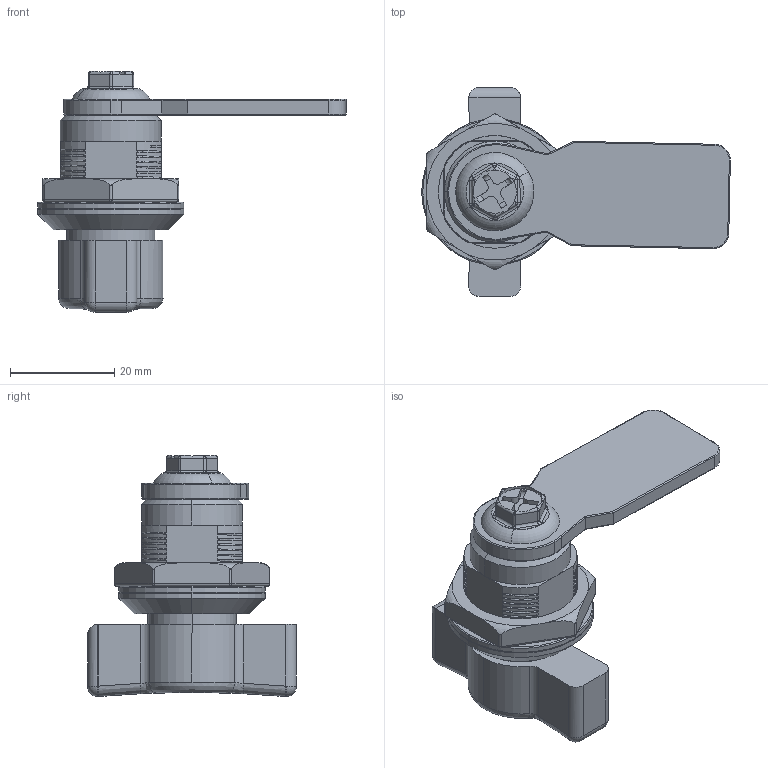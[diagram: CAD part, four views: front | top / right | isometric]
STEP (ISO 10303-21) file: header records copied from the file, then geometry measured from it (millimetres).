
FILE_DESCRIPTION (( 'STEP AP203' ), '1' );
FILE_NAME ('714-2.STEP', '2016-04-29T09:10:16', ( '' ), ( '' ), 'SwSTEP 2.0', 'SolidWorks 2010', '' );
FILE_SCHEMA (( 'CONFIG_CONTROL_DESIGN' ));
Length unit declared in the file: millimetre
Products named in the file (9): 714-2; 六角螺母; 螺絲; 本體; PTS; 軸; parking; S1b4500_Default; 手柄
Assembly tree (8 placements, depth 3):
  714-2
    手柄
    本體
      parking
      軸
      S1b4500_Default
      PTS
      螺絲
      六角螺母
Bounding box: 59.08 x 40 x 46.16 mm (x, y, z)
Volume: 18412.8 mm3; surface area: 13131.9 mm2
Topology: 7 solids, 7 shells, 405 faces, 1011 edges, 618 vertices
Faces by surface type: cylinder 178, plane 94, bspline 55, torus 53, sphere 19, cone 6
Entity records: 16947 total; most frequent: CARTESIAN_POINT 6956, ORIENTED_EDGE 1998, DIRECTION 1821, EDGE_CURVE 999, AXIS2_PLACEMENT_3D 705, VERTEX_POINT 616, EDGE_LOOP 421, LINE 411
